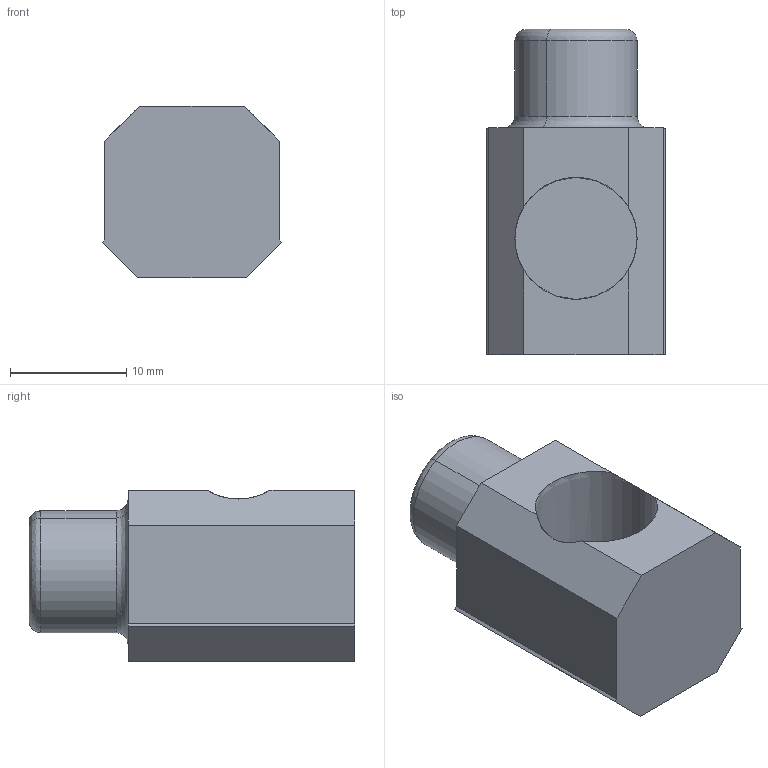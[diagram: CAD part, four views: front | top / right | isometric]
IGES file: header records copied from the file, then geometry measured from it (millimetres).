
Start section: START RECORD GO HERE.
Global section: file name: N1AA03___Terminale_anteriore_per_cavi_FcCuAl_50mmq_superiore.igs; native system: IBM CATIA IGES - CATIA Version 5 Release 18 ; preprocessor: CATIA Version 5 Release 18 ; author: uff.tecnico; organization: IMTEAM; date: 20090511.142913; units: millimetre
Bounding box: 15.42 x 28 x 14.75 mm (x, y, z)
Surface area: 2148.7 mm2 (no closed solid volume)
Topology: 0 solids, 0 shells, 23 faces, 112 edges, 112 vertices
Faces by surface type: plane 15, revolution 8
